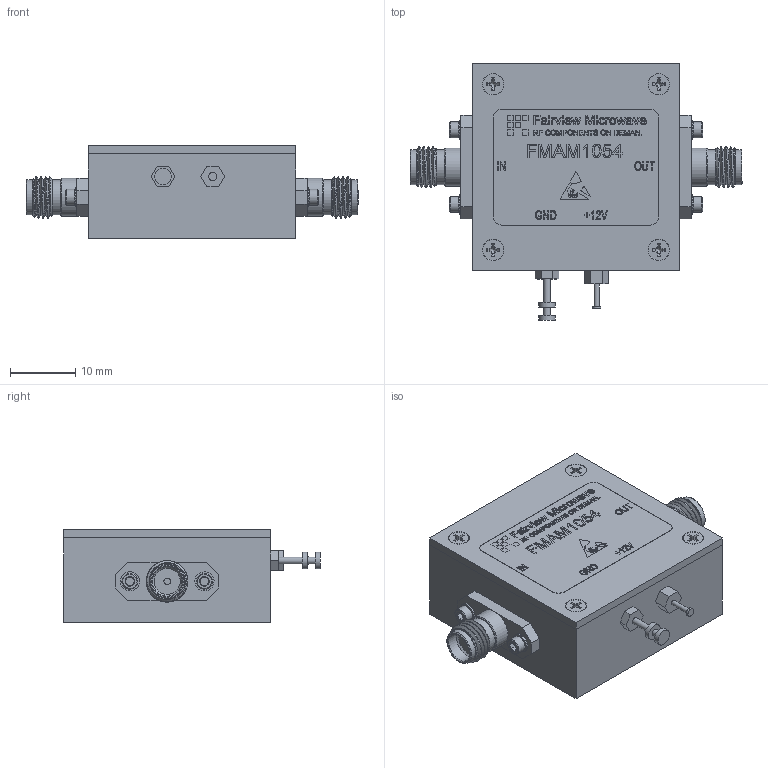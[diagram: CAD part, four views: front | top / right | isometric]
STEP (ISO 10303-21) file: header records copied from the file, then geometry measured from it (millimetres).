
FILE_DESCRIPTION (( 'STEP AP203' ), '1' );
FILE_NAME ('FMAM1054_3D.step', '2022-01-13T16:24:39', ( '' ), ( '' ), 'SwSTEP 2.0', 'SolidWorks 2021', '' );
FILE_SCHEMA (( 'CONFIG_CONTROL_DESIGN' ));
Products named in the file (1): FMAM1054_3D
Bounding box: 50.9 x 39.37 x 14.35 mm (x, y, z)
Volume: 15009.5 mm3; surface area: 5094.2 mm2
Topology: 1 solids, 13 shells, 1271 faces, 3272 edges, 2159 vertices
Faces by surface type: plane 781, bspline 277, cylinder 121, cone 92
Full cylindrical faces by diameter (mm): 0.762 x1, 1.016 x6, 1.27 x3, 1.524 x12, 1.854 x4, 2.057 x4, 2.261 x4, 2.438 x4, 2.54 x2, 2.845 x4, 2.946 x4, 4.521 x2, 5.08 x2, 5.334 x4, 5.842 x2
Entity records: 58604 total; most frequent: CARTESIAN_POINT 31012, ORIENTED_EDGE 6166, DIRECTION 4471, EDGE_CURVE 3083, VERTEX_POINT 2080, VECTOR 2041, LINE 2041, EDGE_LOOP 1493
